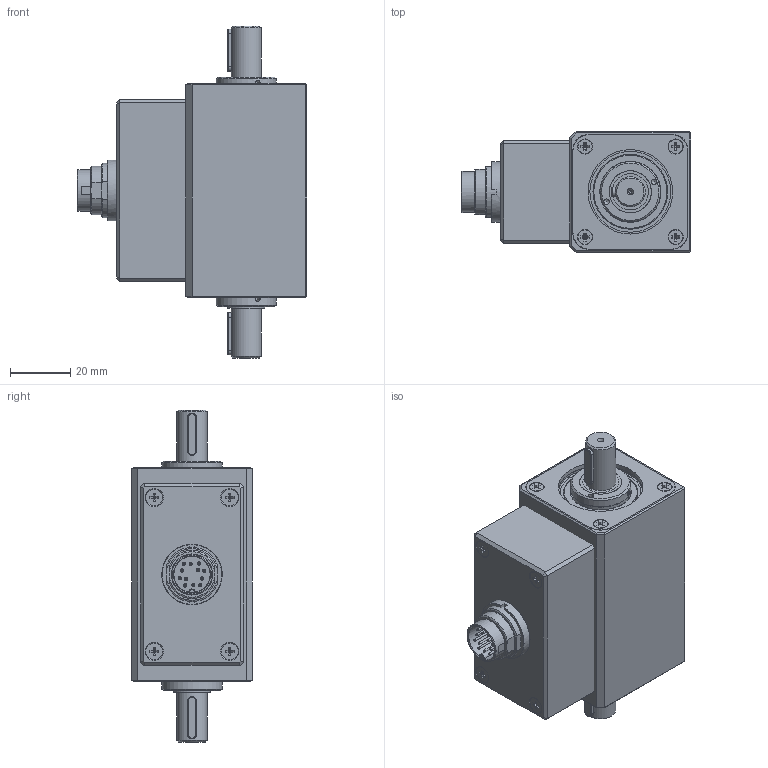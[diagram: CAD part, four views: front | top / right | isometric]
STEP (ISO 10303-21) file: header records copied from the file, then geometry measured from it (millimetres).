
FILE_DESCRIPTION( ( 'Unknown' ), '1' );
FILE_NAME( '2643-Z30_DOC-00104201.stp', 'Unknown', ( 'Unknown' ), ( 'Unknown' ), 'PSStep 17.0.49', 'Unknown', ' ' );
FILE_SCHEMA( ( 'AUTOMOTIVE_DESIGN { 1 0 10303 214 1 1 1 1 }' ) );
Length unit declared in the file: millimetre
Products named in the file (39): 2643-B35_DOC-00081873; 2643-002_DOC-00044086; 2634-007_doc-00044141; DIN 625-T1-6002-2Z_15x32x9; DIN 625-T1-6002-2Z_15x32x9-oa8; 2643-031_Mutter mit Zuhaltung für 10Nm_DOC-00066487; DOC-00066488; 2643-069_DOC-00081867; paßfeder a3x3x14 din 6885; paßfeder a3x3x14 din 6885-oa9; 2643-B02_DOC-00044355; 2643-006_doc-00044138; 2643-013_doc-00044176; 2643-013_doc-00044176-oa0; Senkschraube DIN 965-M2,5x5-H; Senkschraube DIN 965-M2,5x5-H-oa1; Senkschraube DIN 965-M2,5x5-H-oa2; Senkschraube DIN 965-M2,5x5-H-oa3; Senkschraube DIN 965-M2,5x5-H-oa4; Senkschraube DIN 965-M2,5x5-H-oa5; Senkschraube DIN 965-M2,5x5-H-oa6; Senkschraube DIN 965-M2,5x5-H-oa7; 2643-B15_Elektronikgehäuse_DOC-00067869; Senkschraube DIN 965-M3x30-H; Senkschraube DIN 965-M3x30-H-oa10; Senkschraube DIN 965-M3x30-H-oa11; Senkschraube DIN 965-M3x30-H-oa12; 2643-107_DOC-00105004; Assem1; Mutter fuer Flanschst_DOC-00098240; cerl0B20E61Fok6c
Assembly tree (38 placements, depth 3):
  Assem1
    Mutter fuer Flanschst_DOC-00098240
    cerl0B20E61Fok6c
    2643-B02_DOC-00044355
      2643-006_doc-00044138
      2643-013_doc-00044176
      2643-013_doc-00044176-oa0
      Senkschraube DIN 965-M2,5x5-H
      Senkschraube DIN 965-M2,5x5-H-oa1
      Senkschraube DIN 965-M2,5x5-H-oa2
      Senkschraube DIN 965-M2,5x5-H-oa3
      Senkschraube DIN 965-M2,5x5-H-oa4
      Senkschraube DIN 965-M2,5x5-H-oa5
      Senkschraube DIN 965-M2,5x5-H-oa6
      Senkschraube DIN 965-M2,5x5-H-oa7
    2643-B35_DOC-00081873
      2643-002_DOC-00044086
      2634-007_doc-00044141
      DIN 625-T1-6002-2Z_15x32x9
      DIN 625-T1-6002-2Z_15x32x9
      DIN 625-T1-6002-2Z_15x32x9
      DIN 625-T1-6002-2Z_15x32x9
      DIN 625-T1-6002-2Z_15x32x9
      DIN 625-T1-6002-2Z_15x32x9-oa8
      DIN 625-T1-6002-2Z_15x32x9-oa8
      DIN 625-T1-6002-2Z_15x32x9-oa8
      DIN 625-T1-6002-2Z_15x32x9-oa8
      DIN 625-T1-6002-2Z_15x32x9-oa8
      2643-031_Mutter mit Zuhaltung für 10Nm_DOC-00066487
      DOC-00066488
      2643-069_DOC-00081867
      paßfeder a3x3x14 din 6885
      paßfeder a3x3x14 din 6885-oa9
    2643-B15_Elektronikgehäuse_DOC-00067869
      Senkschraube DIN 965-M3x30-H
      Senkschraube DIN 965-M3x30-H-oa10
      Senkschraube DIN 965-M3x30-H-oa11
      Senkschraube DIN 965-M3x30-H-oa12
      2643-107_DOC-00105004
Bounding box: 76 x 40 x 110 mm (x, y, z)
Volume: 133364.9 mm3; surface area: 65403.7 mm2
Topology: 35 solids, 37 shells, 794 faces, 1836 edges, 1178 vertices
Faces by surface type: plane 375, cylinder 233, torus 93, cone 92, bspline 1
Full cylindrical faces by diameter (mm): 0.7 x24, 1 x2, 1.5 x2, 1.567 x2, 1.8 x2, 1.948 x8, 2.013 x8, 2.387 x4, 2.5 x8, 3 x4, 3.2 x4, 3.242 x4, 4 x2, 4.7 x8, 5.6 x4, 9.6 x1, 10 x3, 11 x1, 11.7 x1, 12 x3, 12.7 x1, 12.85 x1, 13.6 x1, 13.917 x2, 14.95 x1, 15 x5, 17 x1, 17.188 x1, 18 x1, 18.4 x4
Entity records: 27305 total; most frequent: CARTESIAN_POINT 3682, DIRECTION 3662, ORIENTED_EDGE 2796, AXIS2_PLACEMENT_3D 1457, EDGE_CURVE 1398, EDGE_LOOP 1228, VERTEX_POINT 1081, FACE_OUTER_BOUND 1012
